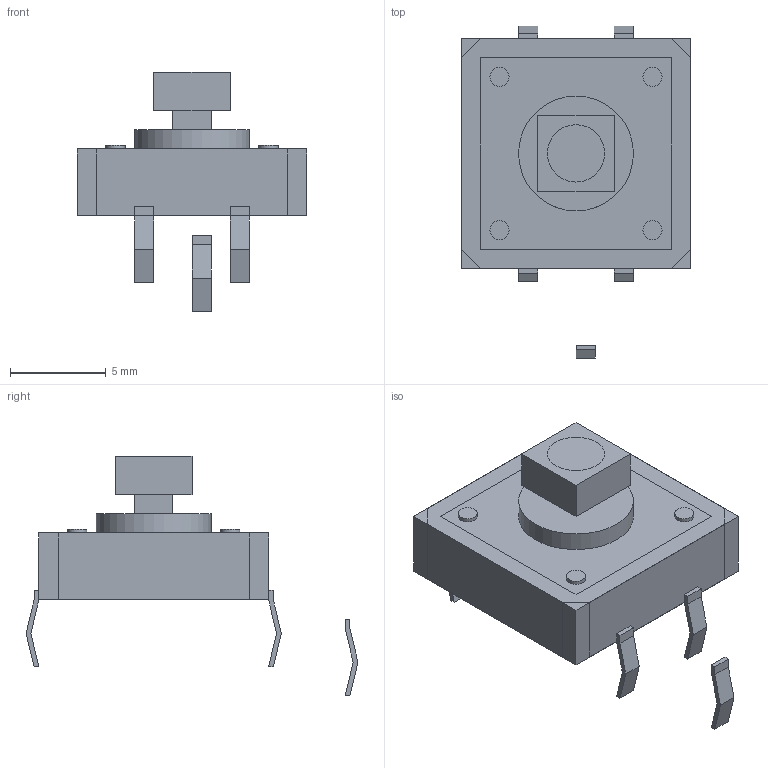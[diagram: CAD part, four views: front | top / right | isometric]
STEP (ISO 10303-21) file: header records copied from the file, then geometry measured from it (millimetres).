
FILE_DESCRIPTION(('FreeCAD Model'),'2;1');
FILE_NAME('Open CASCADE Shape Model','2022-04-30T20:39:48',('Author'),( ''),'Open CASCADE STEP processor 7.5','FreeCAD','Unknown');
FILE_SCHEMA(('AUTOMOTIVE_DESIGN { 1 0 10303 214 1 1 1 1 }'));
Length unit declared in the file: millimetre
Products named in the file (39): NW3_TS_G008; Body; Body001; inner_Body; Body003; knob; leg; Sketch; Pad; Sketch001; Pocket; Chamfer; Local_CS; CopyChamfer; Sketch002; Pad001; Sketch003; Pocket001; Extrude; Local_CS001; Local_CS002; CopyPad001; Sketch004; BaseFeature; Local_CS003; CopyPocket001; Sketch005; Pad002; Sketch006; Pad003; Sketch007; Pad004; Sketch008; Pocket002; Sketch009; Pad005; Pad005 (Mirror #1); leg (Mirror #2); Pad005 (Mirror #3)
Assembly tree (43 placements, depth 3):
  NW3_TS_G008
    Body
      Body001
      inner_Body
      Body003
      knob
      leg
    Body001
    Sketch
    Pad
    Sketch001
    Pocket
    knob
    Chamfer
    inner_Body
    Local_CS
    CopyChamfer
    Sketch002
    Pad001
    Sketch003
    Pocket001
    Extrude
    Local_CS001
    Local_CS002
    CopyPad001
    Sketch004
    Body003
    BaseFeature
    Local_CS003
    CopyPocket001
    Sketch005
    Pad002
    Sketch006
    Pad003
    Sketch007
    Pad004
    Sketch008
    Pocket002
    leg
    Sketch009
    Pad005
    Pad005 (Mirror #1)
    leg (Mirror #2)
    Pad005 (Mirror #3)
Bounding box: 12 x 17.34 x 12.5 mm (x, y, z)
Surface area: 5415 mm2
Topology: 37 solids, 40 shells, 272 faces, 572 edges, 424 vertices
Faces by surface type: plane 244, cylinder 28
Full cylindrical faces by diameter (mm): 1 x16, 3 x3, 6 x9
Entity records: 12204 total; most frequent: CARTESIAN_POINT 1919, DIRECTION 1844, LINE 1193, VECTOR 1193, ORIENTED_EDGE 831, PCURVE 831, DEFINITIONAL_REPRESENTATION 831, EDGE_CURVE 420
